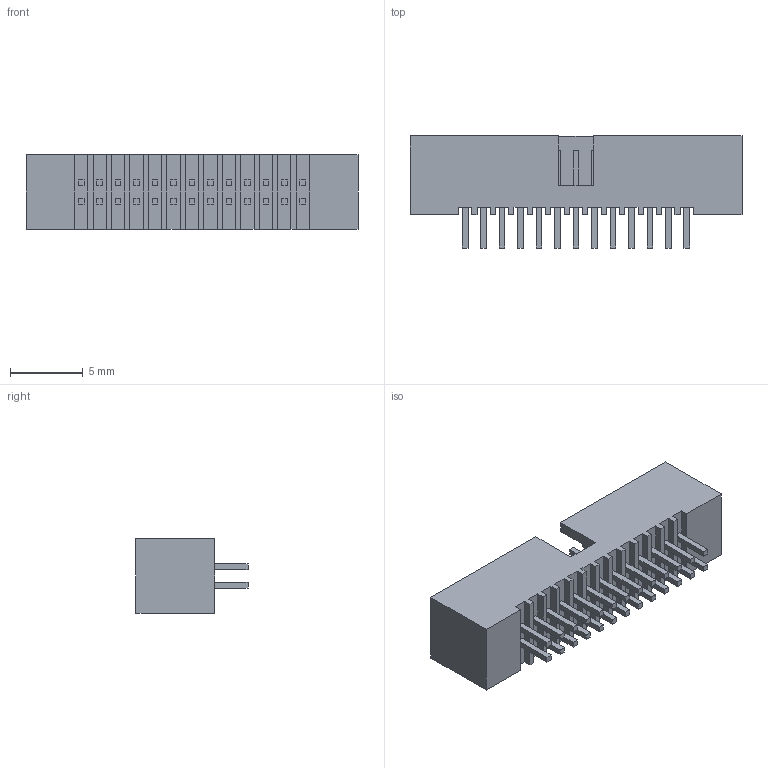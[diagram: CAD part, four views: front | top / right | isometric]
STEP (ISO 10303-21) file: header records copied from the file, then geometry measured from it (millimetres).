
FILE_DESCRIPTION(('FreeCAD Model'),'2;1');
FILE_NAME('Open CASCADE Shape Model','2022-05-10T20:40:07',('Author'),( ''),'Open CASCADE STEP processor 7.5','FreeCAD','Unknown');
FILE_SCHEMA(('AUTOMOTIVE_DESIGN { 1 0 10303 214 1 1 1 1 }'));
Length unit declared in the file: millimetre
Products named in the file (1): 20021511-00026XXLFC
Bounding box: 22.81 x 7.7 x 5.1 mm (x, y, z)
Volume: 353 mm3; surface area: 963.2 mm2
Topology: 1 solids, 1 shells, 326 faces, 816 edges, 544 vertices
Faces by surface type: plane 326
Entity records: 22434 total; most frequent: CARTESIAN_POINT 3319, DIRECTION 3102, LINE 2448, VECTOR 2448, ORIENTED_EDGE 1632, PCURVE 1632, DEFINITIONAL_REPRESENTATION 1632, EDGE_CURVE 816
